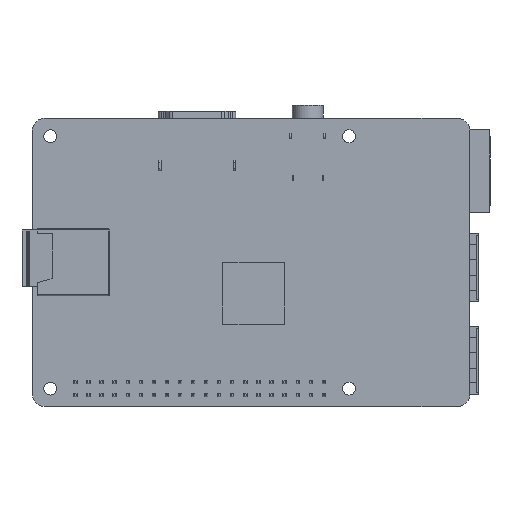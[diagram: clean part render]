
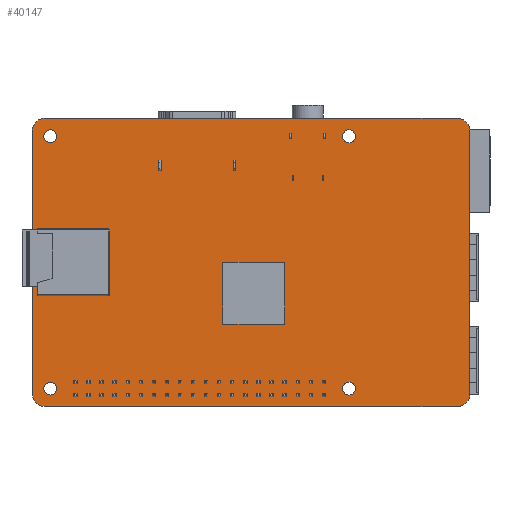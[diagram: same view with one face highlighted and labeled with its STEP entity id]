
A CAD part, front view. The second image highlights one B-rep face of the part: STEP entity #40147.
In plain terms, the highlighted planar face has unit normal (0, -1, 0).
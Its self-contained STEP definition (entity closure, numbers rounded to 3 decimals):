
#350=FACE_BOUND('',#4316,.T.);
#351=FACE_BOUND('',#4317,.T.);
#352=FACE_BOUND('',#4318,.T.);
#353=FACE_BOUND('',#4319,.T.);
#493=CIRCLE('',#43326,1.25);
#494=CIRCLE('',#43327,1.25);
#496=CIRCLE('',#43330,2.5);
#497=CIRCLE('',#43331,2.5);
#498=CIRCLE('',#43332,2.5);
#499=CIRCLE('',#43333,2.5);
#500=CIRCLE('',#43334,1.25);
#501=CIRCLE('',#43335,1.25);
#502=CIRCLE('',#43336,1.25);
#503=CIRCLE('',#43337,1.25);
#504=CIRCLE('',#43338,1.25);
#505=CIRCLE('',#43339,1.25);
#2025=FACE_OUTER_BOUND('',#4315,.T.);
#4315=EDGE_LOOP('',(#27098,#27099,#27100,#27101,#27102,#27103,#27104,#27105));
#4316=EDGE_LOOP('',(#27106,#27107));
#4317=EDGE_LOOP('',(#27108,#27109));
#4318=EDGE_LOOP('',(#27110,#27111));
#4319=EDGE_LOOP('',(#27112,#27113));
#6891=LINE('',#57569,#12177);
#6892=LINE('',#57573,#12178);
#6893=LINE('',#57577,#12179);
#6894=LINE('',#57581,#12180);
#12177=VECTOR('',#46613,10.);
#12178=VECTOR('',#46616,10.);
#12179=VECTOR('',#46619,10.);
#12180=VECTOR('',#46622,10.);
#17344=VERTEX_POINT('',#57560);
#17345=VERTEX_POINT('',#57562);
#17346=VERTEX_POINT('',#57567);
#17347=VERTEX_POINT('',#57568);
#17348=VERTEX_POINT('',#57570);
#17349=VERTEX_POINT('',#57572);
#17350=VERTEX_POINT('',#57574);
#17351=VERTEX_POINT('',#57576);
#17352=VERTEX_POINT('',#57578);
#17353=VERTEX_POINT('',#57580);
#17354=VERTEX_POINT('',#57583);
#17355=VERTEX_POINT('',#57584);
#17356=VERTEX_POINT('',#57587);
#17357=VERTEX_POINT('',#57588);
#17358=VERTEX_POINT('',#57591);
#17359=VERTEX_POINT('',#57592);
#21098=EDGE_CURVE('',#17345,#17344,#493,.T.);
#21099=EDGE_CURVE('',#17344,#17345,#494,.T.);
#21101=EDGE_CURVE('',#17346,#17347,#6891,.T.);
#21102=EDGE_CURVE('',#17348,#17346,#496,.T.);
#21103=EDGE_CURVE('',#17349,#17348,#6892,.T.);
#21104=EDGE_CURVE('',#17350,#17349,#497,.T.);
#21105=EDGE_CURVE('',#17351,#17350,#6893,.T.);
#21106=EDGE_CURVE('',#17352,#17351,#498,.T.);
#21107=EDGE_CURVE('',#17353,#17352,#6894,.T.);
#21108=EDGE_CURVE('',#17347,#17353,#499,.T.);
#21109=EDGE_CURVE('',#17354,#17355,#500,.T.);
#21110=EDGE_CURVE('',#17355,#17354,#501,.T.);
#21111=EDGE_CURVE('',#17356,#17357,#502,.T.);
#21112=EDGE_CURVE('',#17357,#17356,#503,.T.);
#21113=EDGE_CURVE('',#17358,#17359,#504,.T.);
#21114=EDGE_CURVE('',#17359,#17358,#505,.T.);
#27098=ORIENTED_EDGE('',*,*,#21101,.F.);
#27099=ORIENTED_EDGE('',*,*,#21102,.F.);
#27100=ORIENTED_EDGE('',*,*,#21103,.F.);
#27101=ORIENTED_EDGE('',*,*,#21104,.F.);
#27102=ORIENTED_EDGE('',*,*,#21105,.F.);
#27103=ORIENTED_EDGE('',*,*,#21106,.F.);
#27104=ORIENTED_EDGE('',*,*,#21107,.F.);
#27105=ORIENTED_EDGE('',*,*,#21108,.F.);
#27106=ORIENTED_EDGE('',*,*,#21109,.T.);
#27107=ORIENTED_EDGE('',*,*,#21110,.T.);
#27108=ORIENTED_EDGE('',*,*,#21098,.T.);
#27109=ORIENTED_EDGE('',*,*,#21099,.T.);
#27110=ORIENTED_EDGE('',*,*,#21111,.T.);
#27111=ORIENTED_EDGE('',*,*,#21112,.T.);
#27112=ORIENTED_EDGE('',*,*,#21113,.T.);
#27113=ORIENTED_EDGE('',*,*,#21114,.T.);
#38060=PLANE('',#43329);
#40147=ADVANCED_FACE('',(#2025,#350,#351,#352,#353),#38060,.T.);
#43326=AXIS2_PLACEMENT_3D('',#57563,#46605,#46606);
#43327=AXIS2_PLACEMENT_3D('',#57564,#46607,#46608);
#43329=AXIS2_PLACEMENT_3D('',#57566,#46611,#46612);
#43330=AXIS2_PLACEMENT_3D('',#57571,#46614,#46615);
#43331=AXIS2_PLACEMENT_3D('',#57575,#46617,#46618);
#43332=AXIS2_PLACEMENT_3D('',#57579,#46620,#46621);
#43333=AXIS2_PLACEMENT_3D('',#57582,#46623,#46624);
#43334=AXIS2_PLACEMENT_3D('',#57585,#46625,#46626);
#43335=AXIS2_PLACEMENT_3D('',#57586,#46627,#46628);
#43336=AXIS2_PLACEMENT_3D('',#57589,#46629,#46630);
#43337=AXIS2_PLACEMENT_3D('',#57590,#46631,#46632);
#43338=AXIS2_PLACEMENT_3D('',#57593,#46633,#46634);
#43339=AXIS2_PLACEMENT_3D('',#57594,#46635,#46636);
#46605=DIRECTION('center_axis',(0.,1.,0.));
#46606=DIRECTION('ref_axis',(0.,0.,-1.));
#46607=DIRECTION('center_axis',(0.,1.,0.));
#46608=DIRECTION('ref_axis',(0.,0.,-1.));
#46611=DIRECTION('center_axis',(0.,-1.,0.));
#46612=DIRECTION('ref_axis',(0.,0.,-1.));
#46613=DIRECTION('',(0.,0.,1.));
#46614=DIRECTION('center_axis',(0.,1.,0.));
#46615=DIRECTION('ref_axis',(-1.,0.,0.));
#46616=DIRECTION('',(-1.,0.,0.));
#46617=DIRECTION('center_axis',(0.,1.,0.));
#46618=DIRECTION('ref_axis',(0.,0.,-1.));
#46619=DIRECTION('',(0.,0.,-1.));
#46620=DIRECTION('center_axis',(0.,1.,0.));
#46621=DIRECTION('ref_axis',(1.,0.,0.));
#46622=DIRECTION('',(1.,0.,0.));
#46623=DIRECTION('center_axis',(0.,1.,0.));
#46624=DIRECTION('ref_axis',(0.,0.,1.));
#46625=DIRECTION('center_axis',(0.,1.,0.));
#46626=DIRECTION('ref_axis',(0.,0.,1.));
#46627=DIRECTION('center_axis',(0.,1.,0.));
#46628=DIRECTION('ref_axis',(0.,0.,1.));
#46629=DIRECTION('center_axis',(0.,1.,0.));
#46630=DIRECTION('ref_axis',(0.,0.,1.));
#46631=DIRECTION('center_axis',(0.,1.,0.));
#46632=DIRECTION('ref_axis',(0.,0.,1.));
#46633=DIRECTION('center_axis',(0.,1.,0.));
#46634=DIRECTION('ref_axis',(0.,0.,-1.));
#46635=DIRECTION('center_axis',(0.,1.,0.));
#46636=DIRECTION('ref_axis',(0.,0.,-1.));
#57560=CARTESIAN_POINT('',(-37.75,-0.65,24.5));
#57562=CARTESIAN_POINT('',(-39.,-0.65,25.75));
#57563=CARTESIAN_POINT('Origin',(-39.,-0.65,24.5));
#57564=CARTESIAN_POINT('Origin',(-39.,-0.65,24.5));
#57566=CARTESIAN_POINT('Origin',(-42.5,-0.65,0.));
#57567=CARTESIAN_POINT('',(-42.5,-0.65,-25.5));
#57568=CARTESIAN_POINT('',(-42.5,-0.65,25.5));
#57569=CARTESIAN_POINT('',(-42.5,-0.65,-25.5));
#57570=CARTESIAN_POINT('',(-40.,-0.65,-28.));
#57571=CARTESIAN_POINT('Origin',(-40.,-0.65,-25.5));
#57572=CARTESIAN_POINT('',(40.,-0.65,-28.));
#57573=CARTESIAN_POINT('',(40.,-0.65,-28.));
#57574=CARTESIAN_POINT('',(42.5,-0.65,-25.5));
#57575=CARTESIAN_POINT('Origin',(40.,-0.65,-25.5));
#57576=CARTESIAN_POINT('',(42.5,-0.65,25.5));
#57577=CARTESIAN_POINT('',(42.5,-0.65,25.5));
#57578=CARTESIAN_POINT('',(40.,-0.65,28.));
#57579=CARTESIAN_POINT('Origin',(40.,-0.65,25.5));
#57580=CARTESIAN_POINT('',(-40.,-0.65,28.));
#57581=CARTESIAN_POINT('',(-40.,-0.65,28.));
#57582=CARTESIAN_POINT('Origin',(-40.,-0.65,25.5));
#57583=CARTESIAN_POINT('',(-39.,-0.65,-23.25));
#57584=CARTESIAN_POINT('',(-37.75,-0.65,-24.5));
#57585=CARTESIAN_POINT('Origin',(-39.,-0.65,-24.5));
#57586=CARTESIAN_POINT('Origin',(-39.,-0.65,-24.5));
#57587=CARTESIAN_POINT('',(19.,-0.65,25.75));
#57588=CARTESIAN_POINT('',(20.25,-0.65,24.5));
#57589=CARTESIAN_POINT('Origin',(19.,-0.65,24.5));
#57590=CARTESIAN_POINT('Origin',(19.,-0.65,24.5));
#57591=CARTESIAN_POINT('',(19.,-0.65,-25.75));
#57592=CARTESIAN_POINT('',(17.75,-0.65,-24.5));
#57593=CARTESIAN_POINT('Origin',(19.,-0.65,-24.5));
#57594=CARTESIAN_POINT('Origin',(19.,-0.65,-24.5));
